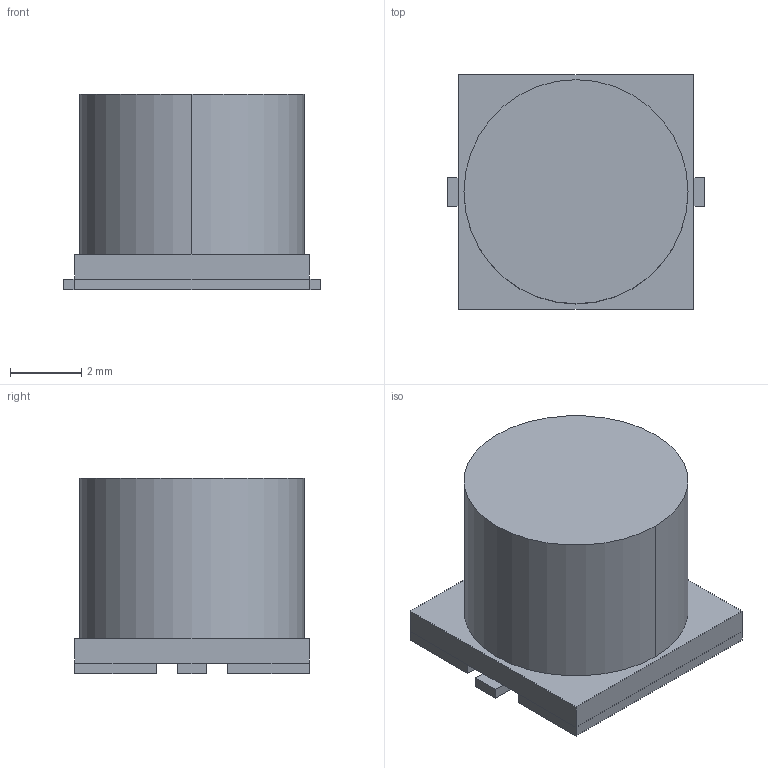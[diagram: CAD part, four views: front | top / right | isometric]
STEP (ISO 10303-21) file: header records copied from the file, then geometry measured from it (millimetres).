
FILE_DESCRIPTION(('FreeCAD Model'),'2;1');
FILE_NAME('170399.1.3.stp','2021-12-23T11:13:01',( 'Author'),(''),'Open CASCADE STEP processor 6.9','FreeCAD','Unknown' );
FILE_SCHEMA(('AUTOMOTIVE_DESIGN { 1 0 10303 214 1 1 1 1 }'));
Length unit declared in the file: millimetre
Products named in the file (4): ASSEMBLY; solidBody; solidLead; solidBody1
Assembly tree (3 placements, depth 2):
  ASSEMBLY
    solidBody
    solidLead
    solidBody1
Bounding box: 7.2 x 6.6 x 5.5 mm (x, y, z)
Volume: 181.1 mm3; surface area: 280.1 mm2
Topology: 4 solids, 4 shells, 32 faces, 64 edges, 40 vertices
Faces by surface type: plane 30, cylinder 2
Entity records: 1739 total; most frequent: CARTESIAN_POINT 268, DIRECTION 268, LINE 184, VECTOR 184, ORIENTED_EDGE 128, PCURVE 128, DEFINITIONAL_REPRESENTATION 128, EDGE_CURVE 64
